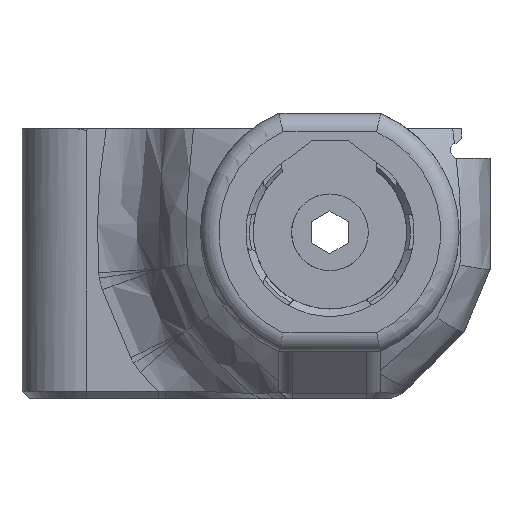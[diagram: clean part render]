
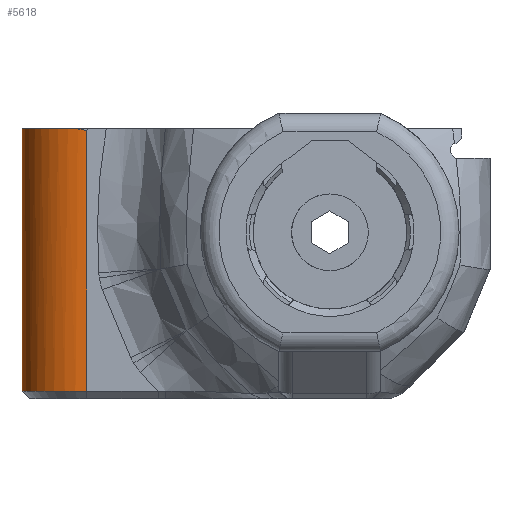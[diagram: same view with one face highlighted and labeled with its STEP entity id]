
A CAD part, front view. The second image highlights one B-rep face of the part: STEP entity #5618.
In plain terms, the highlighted cylindrical face has radius 3.5 mm (diameter 7 mm), a partial arc.
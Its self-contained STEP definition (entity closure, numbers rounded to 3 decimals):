
#135=ELLIPSE('',#5986,3.569,3.5);
#428=CIRCLE('',#5882,3.5);
#462=CIRCLE('',#5969,3.5);
#623=CYLINDRICAL_SURFACE('',#5985,3.5);
#780=FACE_OUTER_BOUND('',#1123,.T.);
#1123=EDGE_LOOP('',(#4113,#4114,#4115,#4116,#4117));
#1478=LINE('',#7928,#1896);
#1586=LINE('',#9012,#2004);
#1896=VECTOR('',#6514,10.);
#2004=VECTOR('',#6762,10.);
#2249=VERTEX_POINT('',#7707);
#2250=VERTEX_POINT('',#7709);
#2325=VERTEX_POINT('',#7926);
#2409=VERTEX_POINT('',#8500);
#2439=VERTEX_POINT('',#9011);
#2802=EDGE_CURVE('',#2250,#2249,#428,.T.);
#2896=EDGE_CURVE('',#2249,#2325,#1478,.T.);
#3018=EDGE_CURVE('',#2409,#2325,#462,.T.);
#3078=EDGE_CURVE('',#2409,#2439,#1586,.T.);
#3079=EDGE_CURVE('',#2439,#2250,#135,.T.);
#4113=ORIENTED_EDGE('',*,*,#3018,.F.);
#4114=ORIENTED_EDGE('',*,*,#3078,.T.);
#4115=ORIENTED_EDGE('',*,*,#3079,.T.);
#4116=ORIENTED_EDGE('',*,*,#2802,.T.);
#4117=ORIENTED_EDGE('',*,*,#2896,.T.);
#5618=ADVANCED_FACE('',(#780),#623,.T.);
#5882=AXIS2_PLACEMENT_3D('',#7710,#6379,#6380);
#5969=AXIS2_PLACEMENT_3D('',#8502,#6705,#6706);
#5985=AXIS2_PLACEMENT_3D('',#9010,#6760,#6761);
#5986=AXIS2_PLACEMENT_3D('',#9013,#6763,#6764);
#6379=DIRECTION('center_axis',(0.,0.,-1.));
#6380=DIRECTION('ref_axis',(-0.707,-0.707,0.));
#6514=DIRECTION('',(0.,0.,-1.));
#6705=DIRECTION('center_axis',(0.,0.,-1.));
#6706=DIRECTION('ref_axis',(-0.707,-0.707,0.));
#6760=DIRECTION('center_axis',(0.,0.,-1.));
#6761=DIRECTION('ref_axis',(-0.707,-0.707,0.));
#6762=DIRECTION('',(0.,0.,1.));
#6763=DIRECTION('center_axis',(-0.195,0.,
-0.981));
#6764=DIRECTION('ref_axis',(-0.981,0.,0.195));
#7707=CARTESIAN_POINT('',(-16.656,2.572,5.6));
#7709=CARTESIAN_POINT('',(-13.642,-0.894,5.6));
#7710=CARTESIAN_POINT('Origin',(-13.156,2.572,5.6));
#7926=CARTESIAN_POINT('',(-16.656,2.572,-8.6));
#7928=CARTESIAN_POINT('',(-16.656,2.572,-4.5));
#8500=CARTESIAN_POINT('',(-13.156,-0.928,-8.6));
#8502=CARTESIAN_POINT('Origin',(-13.156,2.572,-8.6));
#9010=CARTESIAN_POINT('Origin',(-13.156,2.572,-4.5));
#9011=CARTESIAN_POINT('',(-13.156,-0.928,5.504));
#9012=CARTESIAN_POINT('',(-13.156,-0.928,-4.5));
#9013=CARTESIAN_POINT('Origin',(-13.156,2.572,5.504));
